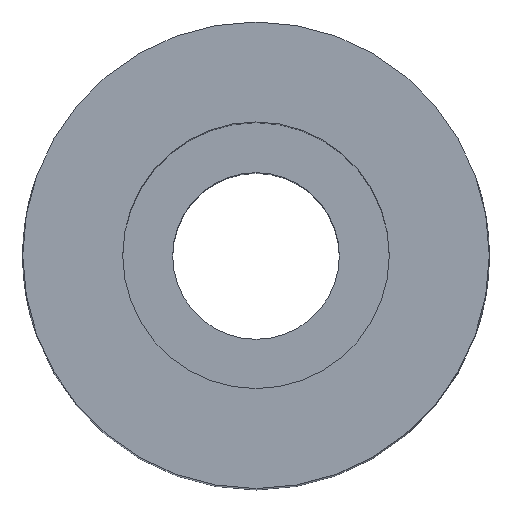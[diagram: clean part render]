
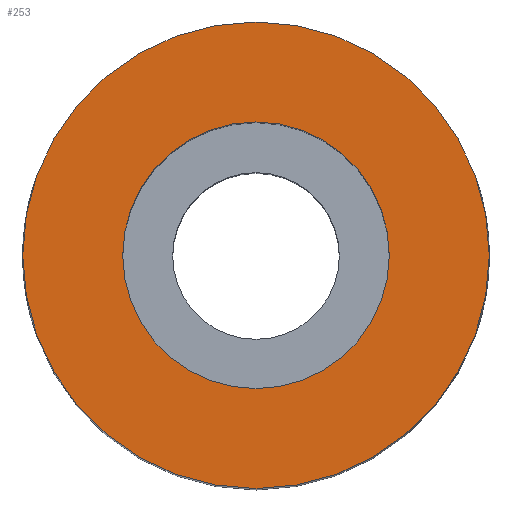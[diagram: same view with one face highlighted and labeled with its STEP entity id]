
A CAD part, top view. The second image highlights one B-rep face of the part: STEP entity #253.
In plain terms, the highlighted planar face has unit normal (0, 0, 1).
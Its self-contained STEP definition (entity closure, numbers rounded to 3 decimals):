
#17=PLANE('',#283);
#24=FACE_BOUND('',#57,.T.);
#25=CIRCLE('',#273,4.);
#29=CIRCLE('',#280,7.);
#40=FACE_OUTER_BOUND('',#56,.T.);
#56=EDGE_LOOP('',(#235));
#57=EDGE_LOOP('',(#236));
#120=VERTEX_POINT('',#671);
#124=VERTEX_POINT('',#686);
#150=EDGE_CURVE('',#120,#120,#25,.T.);
#158=EDGE_CURVE('',#124,#124,#29,.T.);
#235=ORIENTED_EDGE('',*,*,#158,.T.);
#236=ORIENTED_EDGE('',*,*,#150,.T.);
#253=ADVANCED_FACE('',(#40,#24),#17,.T.);
#273=AXIS2_PLACEMENT_3D('',#672,#300,#301);
#280=AXIS2_PLACEMENT_3D('',#687,#318,#319);
#283=AXIS2_PLACEMENT_3D('',#694,#327,#328);
#300=DIRECTION('center_axis',(0.,0.,-1.));
#301=DIRECTION('ref_axis',(-1.,0.,0.));
#318=DIRECTION('center_axis',(0.,0.,1.));
#319=DIRECTION('ref_axis',(1.,0.,0.));
#327=DIRECTION('center_axis',(0.,0.,1.));
#328=DIRECTION('ref_axis',(1.,0.,0.));
#671=CARTESIAN_POINT('',(4.,0.,25.));
#672=CARTESIAN_POINT('Origin',(0.,0.,25.));
#686=CARTESIAN_POINT('',(-7.,0.,25.));
#687=CARTESIAN_POINT('Origin',(0.,0.,25.));
#694=CARTESIAN_POINT('Origin',(0.,0.,25.));
